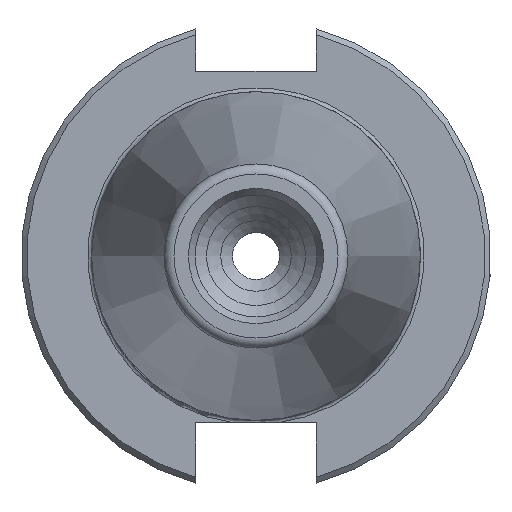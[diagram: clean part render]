
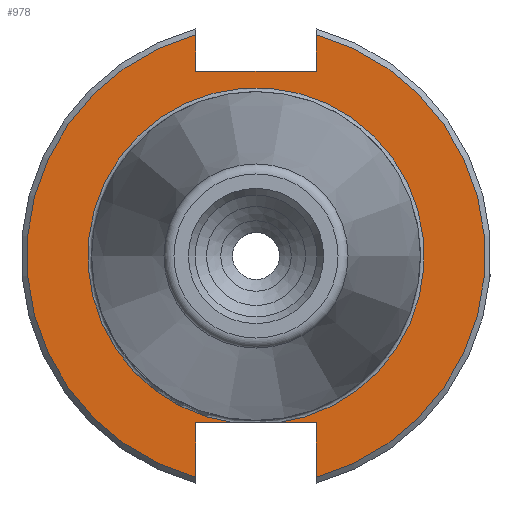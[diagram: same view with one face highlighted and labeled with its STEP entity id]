
A CAD part, left-side view. The second image highlights one B-rep face of the part: STEP entity #978.
In plain terms, the highlighted planar face has unit normal (-1, 0, 0).
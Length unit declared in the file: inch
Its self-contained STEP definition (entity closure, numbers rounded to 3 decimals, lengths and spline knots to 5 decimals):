
#456=CARTESIAN_POINT('',(0.125,-0.11172,-0.888));
#457=VERTEX_POINT('',#456);
#458=CARTESIAN_POINT('',(0.125,0.11172,-0.888));
#459=VERTEX_POINT('',#458);
#473=CARTESIAN_POINT('',(0.125,0.0,0.0));
#474=DIRECTION('',(-1.0,0.0,0.0));
#475=DIRECTION('',(0.0,-1.0,0.0));
#476=AXIS2_PLACEMENT_3D('',#473,#474,#475);
#477=CIRCLE('',#476,0.895);
#478=EDGE_CURVE('',#457,#459,#477,.T.);
#659=CARTESIAN_POINT('',(0.125,0.32,-0.888));
#660=VERTEX_POINT('',#659);
#667=CARTESIAN_POINT('',(0.125,0.32,-1.17729));
#668=VERTEX_POINT('',#667);
#669=CARTESIAN_POINT('',(0.125,0.32,-1.17729));
#670=DIRECTION('',(0.0,0.0,1.0));
#671=VECTOR('',#670,0.28929);
#672=LINE('',#669,#671);
#673=EDGE_CURVE('',#668,#660,#672,.T.);
#851=CARTESIAN_POINT('',(0.125,-0.32,-1.17729));
#852=VERTEX_POINT('',#851);
#866=CARTESIAN_POINT('',(0.125,-0.32,-0.888));
#867=VERTEX_POINT('',#866);
#868=CARTESIAN_POINT('',(0.125,-0.32,-0.888));
#869=DIRECTION('',(0.0,0.0,-1.0));
#870=VECTOR('',#869,0.28929);
#871=LINE('',#868,#870);
#872=EDGE_CURVE('',#867,#852,#871,.T.);
#899=CARTESIAN_POINT('',(0.125,-0.32,1.17729));
#900=VERTEX_POINT('',#899);
#914=CARTESIAN_POINT('',(0.125,0.0,0.0));
#915=DIRECTION('',(1.0,0.0,0.0));
#916=DIRECTION('',(0.0,-1.0,0.0));
#917=AXIS2_PLACEMENT_3D('',#914,#915,#916);
#918=CIRCLE('',#917,1.22);
#919=EDGE_CURVE('',#900,#852,#918,.T.);
#924=CARTESIAN_POINT('',(0.125,1.0625,0.0));
#925=DIRECTION('',(-1.0,0.0,0.0));
#926=DIRECTION('',(0.0,0.0,1.0));
#927=AXIS2_PLACEMENT_3D('',#924,#925,#926);
#928=PLANE('',#927);
#929=ORIENTED_EDGE('',*,*,#478,.F.);
#930=CARTESIAN_POINT('',(0.125,-0.11172,-0.888));
#931=DIRECTION('',(0.0,-1.0,0.0));
#932=VECTOR('',#931,0.20828);
#933=LINE('',#930,#932);
#934=EDGE_CURVE('',#457,#867,#933,.T.);
#935=ORIENTED_EDGE('',*,*,#934,.T.);
#936=ORIENTED_EDGE('',*,*,#872,.T.);
#937=ORIENTED_EDGE('',*,*,#919,.F.);
#938=CARTESIAN_POINT('',(0.125,-0.32,0.983));
#939=VERTEX_POINT('',#938);
#940=CARTESIAN_POINT('',(0.125,-0.32,1.17729));
#941=DIRECTION('',(0.0,0.0,-1.0));
#942=VECTOR('',#941,0.19429);
#943=LINE('',#940,#942);
#944=EDGE_CURVE('',#900,#939,#943,.T.);
#945=ORIENTED_EDGE('',*,*,#944,.T.);
#946=CARTESIAN_POINT('',(0.125,0.32,0.983));
#947=VERTEX_POINT('',#946);
#948=CARTESIAN_POINT('',(0.125,-0.32,0.983));
#949=DIRECTION('',(0.0,1.0,0.0));
#950=VECTOR('',#949,0.64);
#951=LINE('',#948,#950);
#952=EDGE_CURVE('',#939,#947,#951,.T.);
#953=ORIENTED_EDGE('',*,*,#952,.T.);
#954=CARTESIAN_POINT('',(0.125,0.32,1.17729));
#955=VERTEX_POINT('',#954);
#956=CARTESIAN_POINT('',(0.125,0.32,0.983));
#957=DIRECTION('',(0.0,0.0,1.0));
#958=VECTOR('',#957,0.19429);
#959=LINE('',#956,#958);
#960=EDGE_CURVE('',#947,#955,#959,.T.);
#961=ORIENTED_EDGE('',*,*,#960,.T.);
#962=CARTESIAN_POINT('',(0.125,0.0,0.0));
#963=DIRECTION('',(1.0,0.0,0.0));
#964=DIRECTION('',(0.0,1.0,0.0));
#965=AXIS2_PLACEMENT_3D('',#962,#963,#964);
#966=CIRCLE('',#965,1.22);
#967=EDGE_CURVE('',#668,#955,#966,.T.);
#968=ORIENTED_EDGE('',*,*,#967,.F.);
#969=ORIENTED_EDGE('',*,*,#673,.T.);
#970=CARTESIAN_POINT('',(0.125,0.32,-0.888));
#971=DIRECTION('',(0.0,-1.0,0.0));
#972=VECTOR('',#971,0.20828);
#973=LINE('',#970,#972);
#974=EDGE_CURVE('',#660,#459,#973,.T.);
#975=ORIENTED_EDGE('',*,*,#974,.T.);
#976=EDGE_LOOP('',(#929,#935,#936,#937,#945,#953,#961,#968,#969,#975));
#977=FACE_OUTER_BOUND('',#976,.T.);
#978=ADVANCED_FACE('',(#977),#928,.T.);
